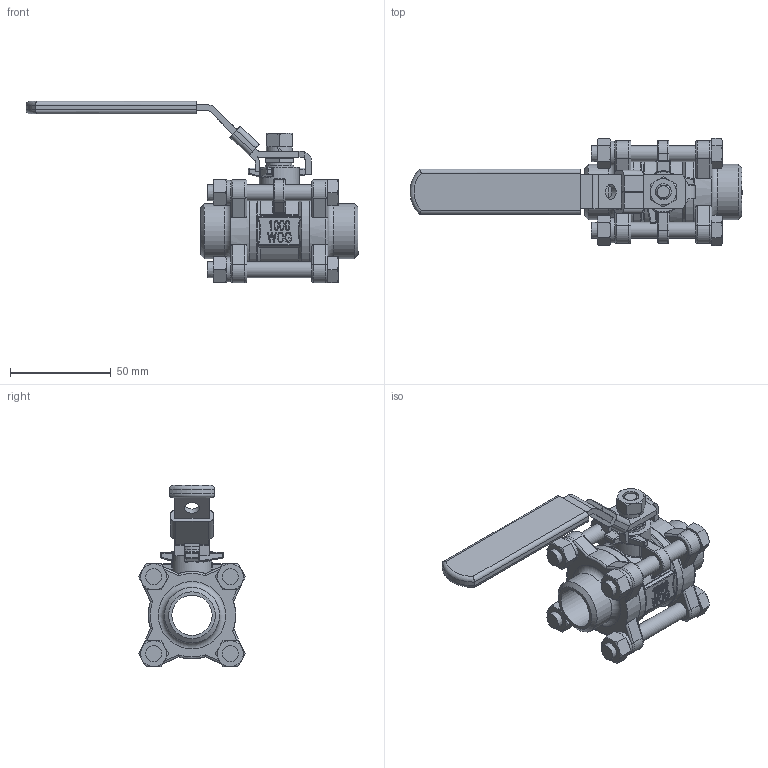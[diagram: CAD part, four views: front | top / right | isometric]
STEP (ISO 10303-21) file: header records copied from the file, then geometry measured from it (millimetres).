
FILE_DESCRIPTION(('STEP AP214'),'1');
FILE_NAME(' 3-4.stp','2020-09-04T01:37:10',(' '),(' '),'Spatial InterOp 3D',' ',' ');
FILE_SCHEMA(('AUTOMOTIVE_DESIGN { 1 0 10303 214 1 1 1 1 }'));
Length unit declared in the file: millimetre
Products named in the file (22): 3PC____ 3/4; 阀体; 螺栓 ： 六角头 - M8.0 x 60.0; 弹簧垫圈; 螺母 ： 标准 - M8.0 x 6.8; 阀盖; 阀杆; 格兰; 加锁手柄; 手柄套
Assembly tree (21 placements, depth 2):
  3PC____ 3/4
    阀体
    螺栓 ： 六角头 - M8.0 x 60.0
    弹簧垫圈
    螺母 ： 标准 - M8.0 x 6.8
    阀盖
    阀杆
    格兰
    螺母 ： 标准 - M8.0 x 6.8
    弹簧垫圈
    螺母 ： 标准 - M8.0 x 6.8
    弹簧垫圈
    螺栓 ： 六角头 - M8.0 x 60.0
    螺母 ： 标准 - M8.0 x 6.8
    弹簧垫圈
    螺栓 ： 六角头 - M8.0 x 60.0
    螺母 ： 标准 - M8.0 x 6.8
    弹簧垫圈
    螺栓 ： 六角头 - M8.0 x 60.0
    加锁手柄
    手柄套
    阀盖
Bounding box: 165.09 x 53.19 x 90.19 mm (x, y, z)
Volume: 92288.4 mm3; surface area: 58277.2 mm2
Topology: 35 solids, 35 shells, 1268 faces, 3255 edges, 2050 vertices
Faces by surface type: plane 851, cylinder 186, cone 101, bspline 56, torus 46, sphere 28
Full cylindrical faces by diameter (mm): 7.5 x1, 8 x9, 8.2 x8, 8.3 x2, 8.68 x1, 9.5 x1, 10 x2, 12.5 x1, 12.776 x1, 12.88 x1, 13 x1, 14 x1, 14.288 x1, 20 x3, 27.5 x2, 33.5 x1, 34 x2, 37.1 x2, 43.5 x4
Entity records: 54365 total; most frequent: CARTESIAN_POINT 13966, ORIENTED_EDGE 6322, DIRECTION 5876, EDGE_CURVE 3161, LINE 2260, VECTOR 2260, VERTEX_POINT 2038, AXIS2_PLACEMENT_3D 1808
